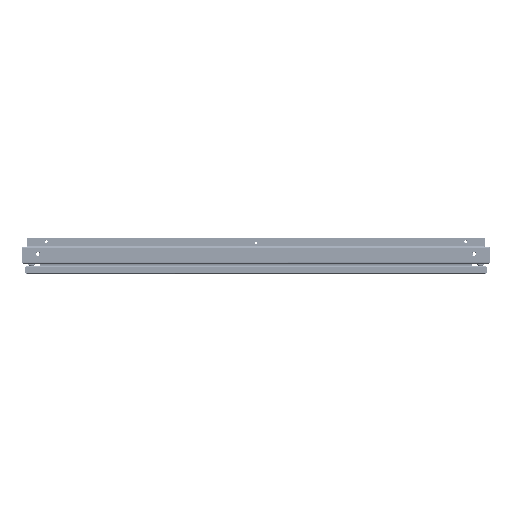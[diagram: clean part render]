
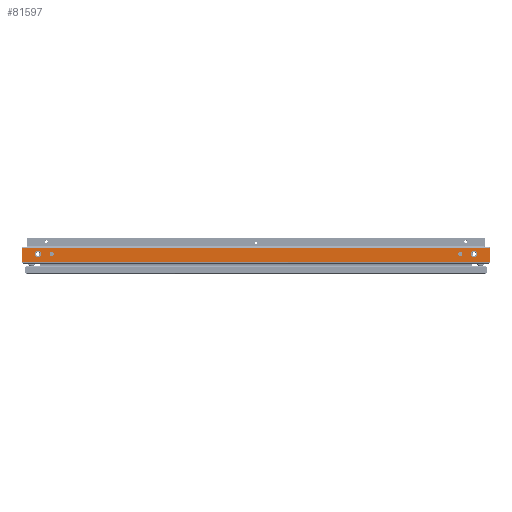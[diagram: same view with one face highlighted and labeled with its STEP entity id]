
A CAD part, front view. The second image highlights one B-rep face of the part: STEP entity #81597.
In plain terms, the highlighted face is planar.
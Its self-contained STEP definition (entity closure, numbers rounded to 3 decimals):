
#240 = DIRECTION ( 'NONE',  ( -1., 0., 0. ) ) ;
#1341 = EDGE_CURVE ( 'NONE', #43088, #82406, #36831, .T. ) ;
#2021 = CARTESIAN_POINT ( 'NONE',  ( 600., -22., 0. ) ) ;
#2381 = VERTEX_POINT ( 'NONE', #18273 ) ;
#2617 = CARTESIAN_POINT ( 'NONE',  ( 519., -3.319, 0. ) ) ;
#5058 = DIRECTION ( 'NONE',  ( 1., 0., 0. ) ) ;
#5218 = AXIS2_PLACEMENT_3D ( 'NONE', #30740, #58028, #15559 ) ;
#5717 = DIRECTION ( 'NONE',  ( 1., 0., 0. ) ) ;
#7498 = CARTESIAN_POINT ( 'NONE',  ( -559.5, -3.319, 0. ) ) ;
#7647 = VERTEX_POINT ( 'NONE', #65137 ) ;
#8946 = VERTEX_POINT ( 'NONE', #62614 ) ;
#9820 = VERTEX_POINT ( 'NONE', #43767 ) ;
#9833 = VERTEX_POINT ( 'NONE', #2617 ) ;
#10480 = CARTESIAN_POINT ( 'NONE',  ( -559.5, -3.319, 0. ) ) ;
#11797 = ORIENTED_EDGE ( 'NONE', *, *, #47600, .F. ) ;
#12503 = VERTEX_POINT ( 'NONE', #34304 ) ;
#13445 = ORIENTED_EDGE ( 'NONE', *, *, #83375, .T. ) ;
#14043 = DIRECTION ( 'NONE',  ( 0., 0., -1. ) ) ;
#14281 = DIRECTION ( 'NONE',  ( 0., -1., 0. ) ) ;
#14824 = EDGE_CURVE ( 'NONE', #28097, #9833, #42612, .T. ) ;
#15002 = CARTESIAN_POINT ( 'NONE',  ( 600., -18., 0. ) ) ;
#15037 = VERTEX_POINT ( 'NONE', #46835 ) ;
#15251 = CIRCLE ( 'NONE', #5218, 8. ) ;
#15459 = VERTEX_POINT ( 'NONE', #81128 ) ;
#15559 = DIRECTION ( 'NONE',  ( -1., 0., 0. ) ) ;
#15606 = CARTESIAN_POINT ( 'NONE',  ( 524.5, -3.319, 0. ) ) ;
#16236 = ORIENTED_EDGE ( 'NONE', *, *, #39967, .T. ) ;
#18273 = CARTESIAN_POINT ( 'NONE',  ( -597.935, -18., 0. ) ) ;
#20252 = ORIENTED_EDGE ( 'NONE', *, *, #75176, .T. ) ;
#20320 = EDGE_CURVE ( 'NONE', #15459, #7647, #15251, .T. ) ;
#20419 = CIRCLE ( 'NONE', #46136, 8. ) ;
#22598 = DIRECTION ( 'NONE',  ( 0., 1., 0. ) ) ;
#24003 = ORIENTED_EDGE ( 'NONE', *, *, #34627, .T. ) ;
#24046 = EDGE_CURVE ( 'NONE', #60295, #86464, #49011, .T. ) ;
#24405 = CARTESIAN_POINT ( 'NONE',  ( -600., -18., 0. ) ) ;
#25229 = DIRECTION ( 'NONE',  ( 1., 0., 0. ) ) ;
#25669 = CARTESIAN_POINT ( 'NONE',  ( -600., -18., 0. ) ) ;
#26574 = CARTESIAN_POINT ( 'NONE',  ( 0., 0., 0. ) ) ;
#26826 = LINE ( 'NONE', #61257, #47928 ) ;
#27205 = EDGE_LOOP ( 'NONE', ( #85139, #13445, #86313, #65508, #49922, #77165, #77590, #20252 ) ) ;
#28097 = VERTEX_POINT ( 'NONE', #67273 ) ;
#28551 = EDGE_LOOP ( 'NONE', ( #86759, #16236 ) ) ;
#30740 = CARTESIAN_POINT ( 'NONE',  ( 559.5, -3.319, 0. ) ) ;
#30907 = LINE ( 'NONE', #65754, #38022 ) ;
#32322 = AXIS2_PLACEMENT_3D ( 'NONE', #57654, #71498, #70191 ) ;
#32542 = LINE ( 'NONE', #72832, #46807 ) ;
#32600 = EDGE_CURVE ( 'NONE', #41725, #2381, #87773, .T. ) ;
#33501 = CARTESIAN_POINT ( 'NONE',  ( 524.5, -3.319, 0. ) ) ;
#34304 = CARTESIAN_POINT ( 'NONE',  ( -600., 18., 0. ) ) ;
#34351 = VECTOR ( 'NONE', #87084, 1000. ) ;
#34627 = EDGE_CURVE ( 'NONE', #7647, #15459, #20419, .T. ) ;
#35164 = AXIS2_PLACEMENT_3D ( 'NONE', #26574, #14043, #53865 ) ;
#35879 = VECTOR ( 'NONE', #25229, 1000. ) ;
#36831 = CIRCLE ( 'NONE', #61122, 8. ) ;
#38022 = VECTOR ( 'NONE', #72468, 1000. ) ;
#38456 = AXIS2_PLACEMENT_3D ( 'NONE', #10480, #59193, #5058 ) ;
#39770 = DIRECTION ( 'NONE',  ( 0., 0., -1. ) ) ;
#39967 = EDGE_CURVE ( 'NONE', #9833, #28097, #63742, .T. ) ;
#40442 = FACE_BOUND ( 'NONE', #73582, .T. ) ;
#41725 = VERTEX_POINT ( 'NONE', #24405 ) ;
#42612 = CIRCLE ( 'NONE', #52632, 5.5 ) ;
#43088 = VERTEX_POINT ( 'NONE', #75357 ) ;
#43089 = CARTESIAN_POINT ( 'NONE',  ( -530., -3.319, 0. ) ) ;
#43109 = EDGE_CURVE ( 'NONE', #86464, #8946, #32542, .T. ) ;
#43767 = CARTESIAN_POINT ( 'NONE',  ( 597.935, -18., 0. ) ) ;
#44616 = EDGE_CURVE ( 'NONE', #82406, #43088, #51283, .T. ) ;
#45533 = AXIS2_PLACEMENT_3D ( 'NONE', #87704, #59149, #60017 ) ;
#46136 = AXIS2_PLACEMENT_3D ( 'NONE', #80891, #82222, #47386 ) ;
#46807 = VECTOR ( 'NONE', #240, 1000. ) ;
#46835 = CARTESIAN_POINT ( 'NONE',  ( -598., 18., 0. ) ) ;
#47172 = PLANE ( 'NONE',  #35164 ) ;
#47289 = CARTESIAN_POINT ( 'NONE',  ( -600., -18., 0. ) ) ;
#47386 = DIRECTION ( 'NONE',  ( -1., 0., 0. ) ) ;
#47600 = EDGE_CURVE ( 'NONE', #83275, #60724, #81172, .T. ) ;
#47732 = DIRECTION ( 'NONE',  ( 1., 0., 0. ) ) ;
#47928 = VECTOR ( 'NONE', #66188, 1000. ) ;
#48276 = DIRECTION ( 'NONE',  ( -1., 0., 0. ) ) ;
#49011 = LINE ( 'NONE', #2021, #61566 ) ;
#49847 = EDGE_CURVE ( 'NONE', #8946, #15037, #73685, .T. ) ;
#49922 = ORIENTED_EDGE ( 'NONE', *, *, #43109, .T. ) ;
#50192 = VECTOR ( 'NONE', #47732, 1000. ) ;
#51283 = CIRCLE ( 'NONE', #38456, 8. ) ;
#52632 = AXIS2_PLACEMENT_3D ( 'NONE', #15606, #83130, #76428 ) ;
#53865 = DIRECTION ( 'NONE',  ( -1., 0., 0. ) ) ;
#57194 = EDGE_CURVE ( 'NONE', #15037, #12503, #26826, .T. ) ;
#57654 = CARTESIAN_POINT ( 'NONE',  ( -524.5, -3.319, 0. ) ) ;
#58028 = DIRECTION ( 'NONE',  ( 0., 0., -1. ) ) ;
#59149 = DIRECTION ( 'NONE',  ( 0., 0., 1. ) ) ;
#59193 = DIRECTION ( 'NONE',  ( 0., 0., 1. ) ) ;
#59444 = AXIS2_PLACEMENT_3D ( 'NONE', #33501, #39770, #48276 ) ;
#60017 = DIRECTION ( 'NONE',  ( 1., 0., 0. ) ) ;
#60120 = VECTOR ( 'NONE', #14281, 1000. ) ;
#60281 = ORIENTED_EDGE ( 'NONE', *, *, #44616, .F. ) ;
#60295 = VERTEX_POINT ( 'NONE', #15002 ) ;
#60674 = LINE ( 'NONE', #47289, #50192 ) ;
#60724 = VERTEX_POINT ( 'NONE', #43089 ) ;
#61122 = AXIS2_PLACEMENT_3D ( 'NONE', #7498, #81276, #5717 ) ;
#61257 = CARTESIAN_POINT ( 'NONE',  ( 600., 18., 0. ) ) ;
#61566 = VECTOR ( 'NONE', #22598, 1000. ) ;
#62319 = FACE_BOUND ( 'NONE', #28551, .T. ) ;
#62614 = CARTESIAN_POINT ( 'NONE',  ( 598., 18., 0. ) ) ;
#63742 = CIRCLE ( 'NONE', #59444, 5.5 ) ;
#64611 = ORIENTED_EDGE ( 'NONE', *, *, #83764, .F. ) ;
#65137 = CARTESIAN_POINT ( 'NONE',  ( 567.5, -3.319, 0. ) ) ;
#65446 = ORIENTED_EDGE ( 'NONE', *, *, #20320, .T. ) ;
#65508 = ORIENTED_EDGE ( 'NONE', *, *, #24046, .T. ) ;
#65754 = CARTESIAN_POINT ( 'NONE',  ( -600., -18., 0. ) ) ;
#66188 = DIRECTION ( 'NONE',  ( -1., 0., 0. ) ) ;
#67273 = CARTESIAN_POINT ( 'NONE',  ( 530., -3.319, 0. ) ) ;
#67486 = CARTESIAN_POINT ( 'NONE',  ( -600., -22., 0. ) ) ;
#68969 = CARTESIAN_POINT ( 'NONE',  ( -519., -3.319, 0. ) ) ;
#70191 = DIRECTION ( 'NONE',  ( 1., 0., 0. ) ) ;
#71498 = DIRECTION ( 'NONE',  ( 0., 0., 1. ) ) ;
#72010 = LINE ( 'NONE', #67486, #60120 ) ;
#72249 = EDGE_LOOP ( 'NONE', ( #60281, #81612 ) ) ;
#72468 = DIRECTION ( 'NONE',  ( 1., 0., 0. ) ) ;
#72832 = CARTESIAN_POINT ( 'NONE',  ( 600., 18., 0. ) ) ;
#73582 = EDGE_LOOP ( 'NONE', ( #24003, #65446 ) ) ;
#73685 = LINE ( 'NONE', #87519, #34351 ) ;
#73760 = CIRCLE ( 'NONE', #32322, 5.5 ) ;
#75176 = EDGE_CURVE ( 'NONE', #12503, #41725, #72010, .T. ) ;
#75316 = FACE_BOUND ( 'NONE', #79983, .T. ) ;
#75357 = CARTESIAN_POINT ( 'NONE',  ( -567.5, -3.319, 0. ) ) ;
#75702 = EDGE_CURVE ( 'NONE', #9820, #60295, #60674, .T. ) ;
#76428 = DIRECTION ( 'NONE',  ( -1., 0., 0. ) ) ;
#76872 = CARTESIAN_POINT ( 'NONE',  ( -551.5, -3.319, 0. ) ) ;
#77165 = ORIENTED_EDGE ( 'NONE', *, *, #49847, .T. ) ;
#77590 = ORIENTED_EDGE ( 'NONE', *, *, #57194, .T. ) ;
#79983 = EDGE_LOOP ( 'NONE', ( #11797, #64611 ) ) ;
#80891 = CARTESIAN_POINT ( 'NONE',  ( 559.5, -3.319, 0. ) ) ;
#81128 = CARTESIAN_POINT ( 'NONE',  ( 551.5, -3.319, 0. ) ) ;
#81172 = CIRCLE ( 'NONE', #45533, 5.5 ) ;
#81276 = DIRECTION ( 'NONE',  ( 0., 0., 1. ) ) ;
#81597 = ADVANCED_FACE ( 'NONE', ( #40442, #62319, #82450, #75316, #82896 ), #47172, .F. ) ;
#81612 = ORIENTED_EDGE ( 'NONE', *, *, #1341, .F. ) ;
#82222 = DIRECTION ( 'NONE',  ( 0., 0., -1. ) ) ;
#82406 = VERTEX_POINT ( 'NONE', #76872 ) ;
#82450 = FACE_BOUND ( 'NONE', #72249, .T. ) ;
#82896 = FACE_OUTER_BOUND ( 'NONE', #27205, .T. ) ;
#83130 = DIRECTION ( 'NONE',  ( 0., 0., -1. ) ) ;
#83275 = VERTEX_POINT ( 'NONE', #68969 ) ;
#83375 = EDGE_CURVE ( 'NONE', #2381, #9820, #30907, .T. ) ;
#83764 = EDGE_CURVE ( 'NONE', #60724, #83275, #73760, .T. ) ;
#85139 = ORIENTED_EDGE ( 'NONE', *, *, #32600, .T. ) ;
#86313 = ORIENTED_EDGE ( 'NONE', *, *, #75702, .T. ) ;
#86330 = CARTESIAN_POINT ( 'NONE',  ( 600., 18., 0. ) ) ;
#86464 = VERTEX_POINT ( 'NONE', #86330 ) ;
#86759 = ORIENTED_EDGE ( 'NONE', *, *, #14824, .T. ) ;
#87084 = DIRECTION ( 'NONE',  ( -1., 0., 0. ) ) ;
#87519 = CARTESIAN_POINT ( 'NONE',  ( 600., 18., 0. ) ) ;
#87704 = CARTESIAN_POINT ( 'NONE',  ( -524.5, -3.319, 0. ) ) ;
#87773 = LINE ( 'NONE', #25669, #35879 ) ;
